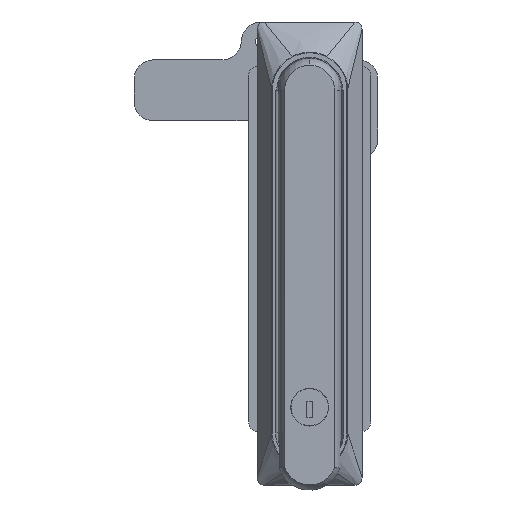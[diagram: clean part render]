
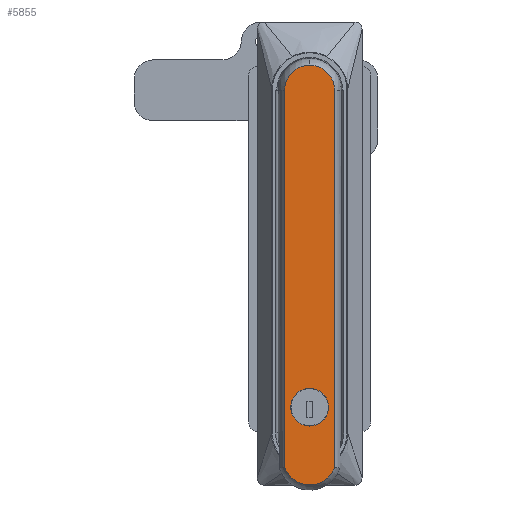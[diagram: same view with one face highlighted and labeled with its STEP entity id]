
A CAD part, top view. The second image highlights one B-rep face of the part: STEP entity #5855.
In plain terms, the highlighted planar face has unit normal (0, 0, 1).
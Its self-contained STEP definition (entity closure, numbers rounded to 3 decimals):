
#425 = ORIENTED_EDGE ( 'NONE', *, *, #3267, .T. ) ;
#572 = EDGE_CURVE ( 'NONE', #3543, #10965, #18337, .T. ) ;
#1527 = DIRECTION ( 'NONE',  ( 1., 0., 0. ) ) ;
#1930 = CARTESIAN_POINT ( 'NONE',  ( 0., -130., 8. ) ) ;
#1973 = DIRECTION ( 'NONE',  ( 0., 0., -1. ) ) ;
#3267 = EDGE_CURVE ( 'NONE', #17782, #8489, #11903, .T. ) ;
#3325 = CARTESIAN_POINT ( 'NONE',  ( 0., 0., 8. ) ) ;
#3430 = CARTESIAN_POINT ( 'NONE',  ( 7.75, -130., 8. ) ) ;
#3543 = VERTEX_POINT ( 'NONE', #11700 ) ;
#3545 = DIRECTION ( 'NONE',  ( 1., 0., 0. ) ) ;
#3654 = AXIS2_PLACEMENT_3D ( 'NONE', #3325, #9889, #1527 ) ;
#3898 = AXIS2_PLACEMENT_3D ( 'NONE', #12647, #18138, #4950 ) ;
#3958 = AXIS2_PLACEMENT_3D ( 'NONE', #6333, #4511, #4311 ) ;
#4311 = DIRECTION ( 'NONE',  ( 1., 0., 0. ) ) ;
#4426 = AXIS2_PLACEMENT_3D ( 'NONE', #7553, #12055, #11783 ) ;
#4511 = DIRECTION ( 'NONE',  ( 0., 0., 1. ) ) ;
#4682 = ORIENTED_EDGE ( 'NONE', *, *, #20882, .T. ) ;
#4866 = VECTOR ( 'NONE', #9484, 1000. ) ;
#4950 = DIRECTION ( 'NONE',  ( 1., 0., 0. ) ) ;
#4982 = PLANE ( 'NONE',  #3898 ) ;
#5379 = LINE ( 'NONE', #9500, #4866 ) ;
#5710 = CIRCLE ( 'NONE', #3654, 10.247 ) ;
#5730 = EDGE_LOOP ( 'NONE', ( #4682, #425 ) ) ;
#5756 = EDGE_CURVE ( 'NONE', #6504, #12858, #6330, .T. ) ;
#5855 = ADVANCED_FACE ( 'NONE', ( #6311, #6112 ), #4982, .T. ) ;
#6000 = VERTEX_POINT ( 'NONE', #8545 ) ;
#6039 = EDGE_CURVE ( 'NONE', #6000, #3543, #5710, .T. ) ;
#6112 = FACE_BOUND ( 'NONE', #5730, .T. ) ;
#6311 = FACE_OUTER_BOUND ( 'NONE', #9526, .T. ) ;
#6330 = CIRCLE ( 'NONE', #3958, 10.878 ) ;
#6333 = CARTESIAN_POINT ( 'NONE',  ( 0., -151., 8. ) ) ;
#6371 = AXIS2_PLACEMENT_3D ( 'NONE', #18835, #19558, #19128 ) ;
#6391 = CARTESIAN_POINT ( 'NONE',  ( 10.247, -154.65, 8. ) ) ;
#6504 = VERTEX_POINT ( 'NONE', #18584 ) ;
#7199 = ORIENTED_EDGE ( 'NONE', *, *, #17937, .T. ) ;
#7432 = DIRECTION ( 'NONE',  ( 0., -1., 0. ) ) ;
#7467 = CARTESIAN_POINT ( 'NONE',  ( -10.247, 0., 8. ) ) ;
#7553 = CARTESIAN_POINT ( 'NONE',  ( 0., -130., 8. ) ) ;
#8489 = VERTEX_POINT ( 'NONE', #3430 ) ;
#8545 = CARTESIAN_POINT ( 'NONE',  ( 10.247, 0., 8. ) ) ;
#9484 = DIRECTION ( 'NONE',  ( 0., 1., 0. ) ) ;
#9500 = CARTESIAN_POINT ( 'NONE',  ( 10.247, -164.001, 8. ) ) ;
#9526 = EDGE_LOOP ( 'NONE', ( #12063, #21034, #15594, #10510, #7199 ) ) ;
#9889 = DIRECTION ( 'NONE',  ( 0., 0., 1. ) ) ;
#10510 = ORIENTED_EDGE ( 'NONE', *, *, #5756, .T. ) ;
#10965 = VERTEX_POINT ( 'NONE', #7467 ) ;
#11370 = EDGE_CURVE ( 'NONE', #10965, #6504, #13320, .T. ) ;
#11700 = CARTESIAN_POINT ( 'NONE',  ( 0., 10.247, 8. ) ) ;
#11783 = DIRECTION ( 'NONE',  ( 1., 0., 0. ) ) ;
#11903 = CIRCLE ( 'NONE', #4426, 7.75 ) ;
#12055 = DIRECTION ( 'NONE',  ( 0., 0., -1. ) ) ;
#12063 = ORIENTED_EDGE ( 'NONE', *, *, #6039, .T. ) ;
#12647 = CARTESIAN_POINT ( 'NONE',  ( 0., -151., 8. ) ) ;
#12858 = VERTEX_POINT ( 'NONE', #6391 ) ;
#13126 = CARTESIAN_POINT ( 'NONE',  ( -7.75, -130., 8. ) ) ;
#13320 = LINE ( 'NONE', #16860, #13336 ) ;
#13336 = VECTOR ( 'NONE', #7432, 1000. ) ;
#13906 = AXIS2_PLACEMENT_3D ( 'NONE', #1930, #1973, #3545 ) ;
#15594 = ORIENTED_EDGE ( 'NONE', *, *, #11370, .T. ) ;
#15697 = CIRCLE ( 'NONE', #13906, 7.75 ) ;
#16860 = CARTESIAN_POINT ( 'NONE',  ( -10.247, -164.001, 8. ) ) ;
#17782 = VERTEX_POINT ( 'NONE', #13126 ) ;
#17937 = EDGE_CURVE ( 'NONE', #12858, #6000, #5379, .T. ) ;
#18138 = DIRECTION ( 'NONE',  ( 0., 0., 1. ) ) ;
#18337 = CIRCLE ( 'NONE', #6371, 10.247 ) ;
#18584 = CARTESIAN_POINT ( 'NONE',  ( -10.247, -154.65, 8. ) ) ;
#18835 = CARTESIAN_POINT ( 'NONE',  ( 0., 0., 8. ) ) ;
#19128 = DIRECTION ( 'NONE',  ( 1., 0., 0. ) ) ;
#19558 = DIRECTION ( 'NONE',  ( 0., 0., 1. ) ) ;
#20882 = EDGE_CURVE ( 'NONE', #8489, #17782, #15697, .T. ) ;
#21034 = ORIENTED_EDGE ( 'NONE', *, *, #572, .T. ) ;
